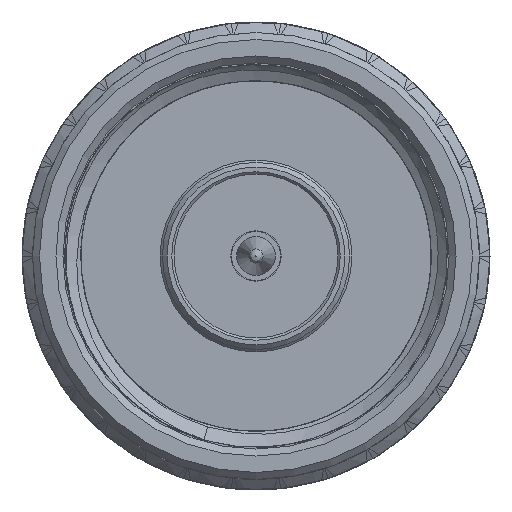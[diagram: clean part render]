
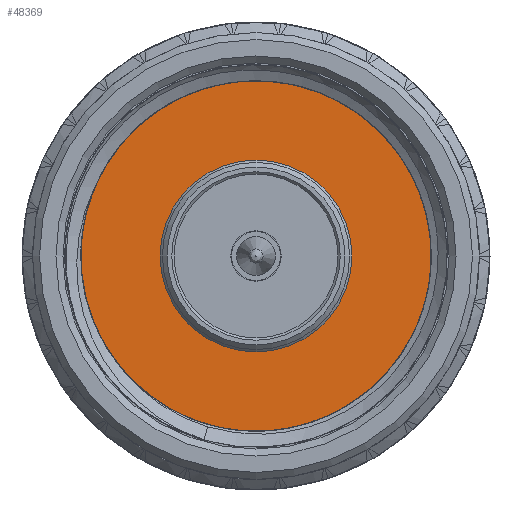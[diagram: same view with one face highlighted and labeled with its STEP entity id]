
A CAD part, front view. The second image highlights one B-rep face of the part: STEP entity #48369.
In plain terms, the highlighted planar face has unit normal (0, -1, 0).
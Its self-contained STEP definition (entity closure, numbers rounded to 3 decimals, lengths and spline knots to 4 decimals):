
#10680=PLANE('',#52609);
#11145=ORIENTED_EDGE('',*,*,#26777,.F.);
#11146=ORIENTED_EDGE('',*,*,#26779,.T.);
#26777=EDGE_CURVE('',#34637,#34637,#38757,.T.);
#26779=EDGE_CURVE('',#34639,#34639,#38759,.T.);
#34637=VERTEX_POINT('',#58232);
#34639=VERTEX_POINT('',#58237);
#38757=CIRCLE('',#52604,4.1);
#38759=CIRCLE('',#52607,8.25);
#39332=EDGE_LOOP('',(#11145));
#39333=EDGE_LOOP('',(#11146));
#43461=FACE_BOUND('',#39332,.T.);
#43462=FACE_BOUND('',#39333,.T.);
#48369=ADVANCED_FACE('',(#43461,#43462),#10680,.T.);
#52604=AXIS2_PLACEMENT_3D('',#58231,#54495,#54496);
#52607=AXIS2_PLACEMENT_3D('',#58236,#54501,#54502);
#52609=AXIS2_PLACEMENT_3D('',#58240,#54505,#54506);
#54495=DIRECTION('',(0.,-1.,0.));
#54496=DIRECTION('',(-1.,0.,0.));
#54501=DIRECTION('',(0.,-1.,0.));
#54502=DIRECTION('',(-1.,0.,0.));
#54505=DIRECTION('',(0.,-1.,0.));
#54506=DIRECTION('',(0.,0.,1.));
#58231=CARTESIAN_POINT('',(0.,-148.7229,0.));
#58232=CARTESIAN_POINT('',(-4.1,-148.7229,0.));
#58236=CARTESIAN_POINT('',(0.,-148.7229,0.));
#58237=CARTESIAN_POINT('',(-8.25,-148.7229,0.));
#58240=CARTESIAN_POINT('',(0.,-148.7229,0.));
